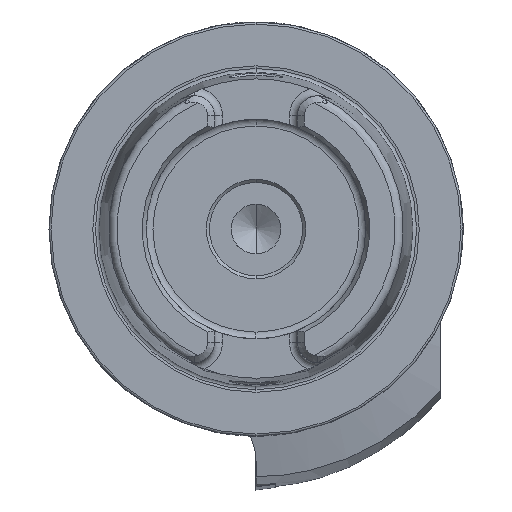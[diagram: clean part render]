
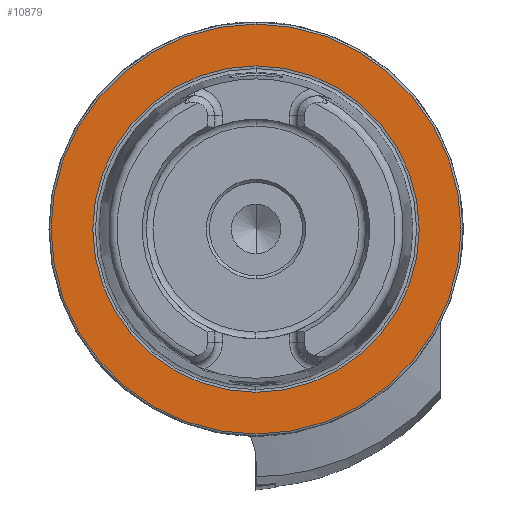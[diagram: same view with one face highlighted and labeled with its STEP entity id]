
A CAD part, left-side view. The second image highlights one B-rep face of the part: STEP entity #10879.
In plain terms, the highlighted planar face has unit normal (-1, 0, 0).
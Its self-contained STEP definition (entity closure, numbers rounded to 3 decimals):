
#305 = VERTEX_POINT ( 'NONE', #3722 ) ;
#306 = VERTEX_POINT ( 'NONE', #3723 ) ;
#310 = VERTEX_POINT ( 'NONE', #3727 ) ;
#311 = VERTEX_POINT ( 'NONE', #3728 ) ;
#1020 = EDGE_CURVE ( 'NONE', #311, #310, #4365, .T. ) ;
#1021 = EDGE_CURVE ( 'NONE', #306, #305, #4366, .T. ) ;
#2100 = EDGE_LOOP ( 'NONE', ( #3061, #3062 ) ) ;
#2114 = EDGE_LOOP ( 'NONE', ( #3057, #3058 ) ) ;
#2542 = EDGE_CURVE ( 'NONE', #305, #306, #7366, .T. ) ;
#2546 = EDGE_CURVE ( 'NONE', #310, #311, #7369, .T. ) ;
#2782 = AXIS2_PLACEMENT_3D ( 'NONE', #6392, #6393, #6394 ) ;
#2783 = AXIS2_PLACEMENT_3D ( 'NONE', #6395, #6396, #6397 ) ;
#2886 = AXIS2_PLACEMENT_3D ( 'NONE', #8912, #8913, #8914 ) ;
#2889 = AXIS2_PLACEMENT_3D ( 'NONE', #8924, #8925, #8926 ) ;
#3057 = ORIENTED_EDGE ( 'NONE', *, *, #1020, .F. ) ;
#3058 = ORIENTED_EDGE ( 'NONE', *, *, #2546, .F. ) ;
#3061 = ORIENTED_EDGE ( 'NONE', *, *, #2542, .T. ) ;
#3062 = ORIENTED_EDGE ( 'NONE', *, *, #1021, .T. ) ;
#3722 = CARTESIAN_POINT ( 'NONE',  ( 0., 0., 49.5 ) ) ;
#3723 = CARTESIAN_POINT ( 'NONE',  ( 0., 0., -49.5 ) ) ;
#3727 = CARTESIAN_POINT ( 'NONE',  ( 0., 0., -39.405 ) ) ;
#3728 = CARTESIAN_POINT ( 'NONE',  ( 0., 0., 39.405 ) ) ;
#4365 = CIRCLE ( 'NONE', #2782, 39.405 ) ;
#4366 = CIRCLE ( 'NONE', #2783, 49.5 ) ;
#6392 = CARTESIAN_POINT ( 'NONE',  ( 0., 0., 0. ) ) ;
#6393 = DIRECTION ( 'NONE',  ( -1., 0., 0. ) ) ;
#6394 = DIRECTION ( 'NONE',  ( 0., 0., 1. ) ) ;
#6395 = CARTESIAN_POINT ( 'NONE',  ( 0., 0., 0. ) ) ;
#6396 = DIRECTION ( 'NONE',  ( -1., 0., 0. ) ) ;
#6397 = DIRECTION ( 'NONE',  ( 0., 0., 1. ) ) ;
#7366 = CIRCLE ( 'NONE', #2886, 49.5 ) ;
#7369 = CIRCLE ( 'NONE', #2889, 39.405 ) ;
#8912 = CARTESIAN_POINT ( 'NONE',  ( 0., 0., 0. ) ) ;
#8913 = DIRECTION ( 'NONE',  ( -1., 0., 0. ) ) ;
#8914 = DIRECTION ( 'NONE',  ( 0., 0., 1. ) ) ;
#8924 = CARTESIAN_POINT ( 'NONE',  ( 0., 0., 0. ) ) ;
#8925 = DIRECTION ( 'NONE',  ( -1., 0., 0. ) ) ;
#8926 = DIRECTION ( 'NONE',  ( 0., 0., 1. ) ) ;
#10879 = ADVANCED_FACE ( 'NONE', ( #12835, #12840 ), #13076, .F. ) ;
#12571 = AXIS2_PLACEMENT_3D ( 'NONE', #13075, #13073, #13078 ) ;
#12835 = FACE_BOUND ( 'NONE', #2114, .T. ) ;
#12840 = FACE_OUTER_BOUND ( 'NONE', #2100, .T. ) ;
#13073 = DIRECTION ( 'NONE',  ( 1., 0., 0. ) ) ;
#13075 = CARTESIAN_POINT ( 'NONE',  ( 0., 49.5, 0. ) ) ;
#13076 = PLANE ( 'NONE',  #12571 ) ;
#13078 = DIRECTION ( 'NONE',  ( 0., 0., -1. ) ) ;
